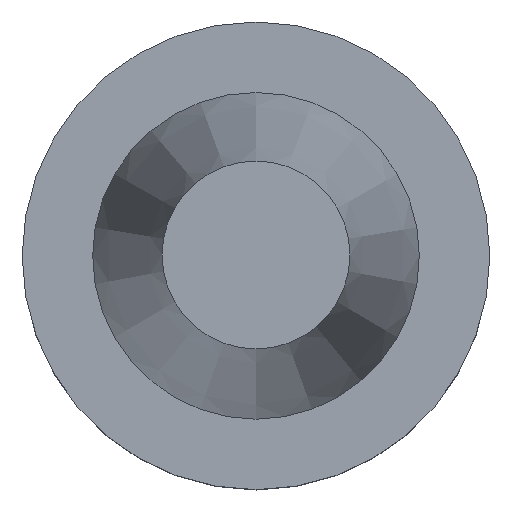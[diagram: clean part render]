
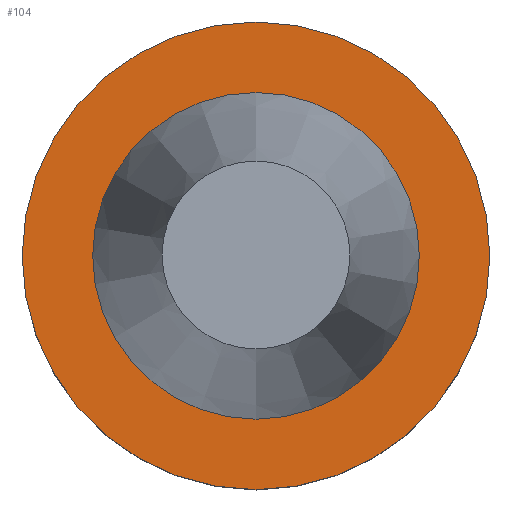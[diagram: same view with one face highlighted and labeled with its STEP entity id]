
A CAD part, top view. The second image highlights one B-rep face of the part: STEP entity #104.
In plain terms, the highlighted planar face has unit normal (0, 0, 1).
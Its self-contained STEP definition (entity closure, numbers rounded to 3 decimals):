
#55=EDGE_CURVE('Unnamed[1]',#144,#144,#145,.T.);
#70=EDGE_CURVE('Unnamed[1]',#166,#166,#167,.T.);
#104=ADVANCED_FACE('Unnamed[1]',(#218,#219),#220,.T.);
#144=VERTEX_POINT('',#262);
#145=CIRCLE('',#263,50.0);
#166=VERTEX_POINT('',#289);
#167=CIRCLE('',#290,34.925);
#218=FACE_OUTER_BOUND('',#354,.T.);
#219=FACE_BOUND('',#355,.T.);
#220=PLANE('',#356);
#262=CARTESIAN_POINT('',(0.,50.0,-1.5));
#263=AXIS2_PLACEMENT_3D('',#398,#399,#400);
#289=CARTESIAN_POINT('',(0.,34.925,-1.5));
#290=AXIS2_PLACEMENT_3D('',#420,#421,#422);
#354=EDGE_LOOP('',(#479));
#355=EDGE_LOOP('',(#480));
#356=AXIS2_PLACEMENT_3D('',#481,#482,#483);
#398=CARTESIAN_POINT('',(0.,0.,-1.5));
#399=DIRECTION('',(0.,0.,-1.0));
#400=DIRECTION('',(0.,1.0,0.));
#420=CARTESIAN_POINT('',(0.,0.,-1.5));
#421=DIRECTION('',(0.,0.,-1.0));
#422=DIRECTION('',(0.,1.0,0.));
#479=ORIENTED_EDGE('',*,*,#55,.F.);
#480=ORIENTED_EDGE('',*,*,#70,.T.);
#481=CARTESIAN_POINT('',(0.,42.463,-1.5));
#482=DIRECTION('',(0.,0.,1.0));
#483=DIRECTION('',(0.,-1.0,0.));
